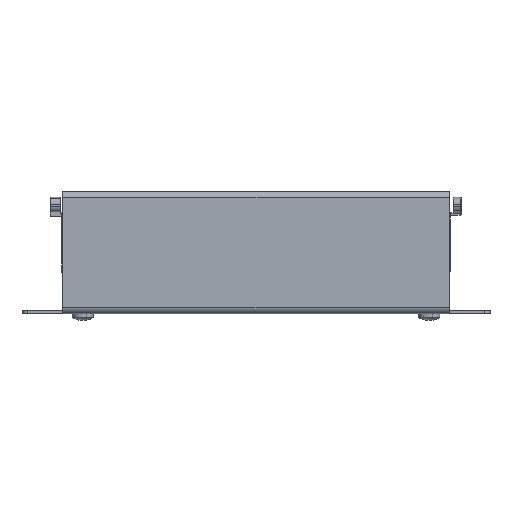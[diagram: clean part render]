
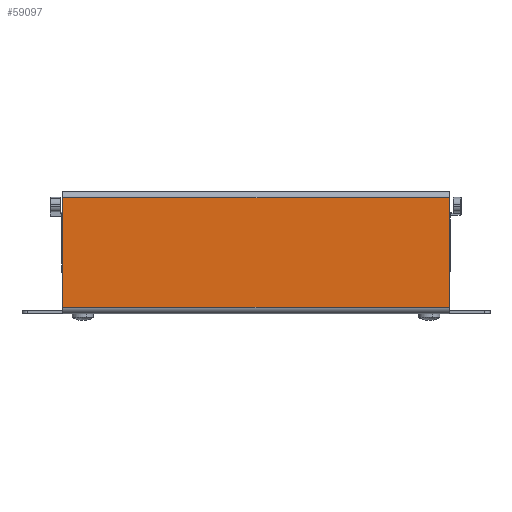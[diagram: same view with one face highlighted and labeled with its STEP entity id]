
A CAD part, top view. The second image highlights one B-rep face of the part: STEP entity #59097.
In plain terms, the highlighted planar face has unit normal (0, 0, 1).
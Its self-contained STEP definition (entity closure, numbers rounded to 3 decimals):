
#1075 = CARTESIAN_POINT ( 'NONE',  ( -71.2, -1.2, 31.7 ) ) ;
#1561 = EDGE_CURVE ( 'NONE', #131248, #64785, #108149, .T. ) ;
#2742 = ORIENTED_EDGE ( 'NONE', *, *, #1561, .T. ) ;
#14437 = DIRECTION ( 'NONE',  ( 0., -1., 0. ) ) ;
#18713 = EDGE_CURVE ( 'NONE', #131248, #60136, #138637, .T. ) ;
#21779 = VECTOR ( 'NONE', #138477, 1000. ) ;
#25773 = DIRECTION ( 'NONE',  ( -1., 0., 0. ) ) ;
#26366 = DIRECTION ( 'NONE',  ( 0., -1., 0. ) ) ;
#46677 = CARTESIAN_POINT ( 'NONE',  ( -71.2, -42.6, 31.7 ) ) ;
#47822 = AXIS2_PLACEMENT_3D ( 'NONE', #71996, #106664, #26366 ) ;
#49012 = PLANE ( 'NONE',  #47822 ) ;
#49674 = CARTESIAN_POINT ( 'NONE',  ( 71.2, -45., 31.7 ) ) ;
#51197 = VECTOR ( 'NONE', #70235, 1000. ) ;
#54503 = VERTEX_POINT ( 'NONE', #138431 ) ;
#57186 = CARTESIAN_POINT ( 'NONE',  ( 71.2, -42.6, 31.7 ) ) ;
#59097 = ADVANCED_FACE ( 'NONE', ( #146549 ), #49012, .T. ) ;
#59263 = ORIENTED_EDGE ( 'NONE', *, *, #73236, .F. ) ;
#59414 = VECTOR ( 'NONE', #14437, 1000. ) ;
#60136 = VERTEX_POINT ( 'NONE', #57186 ) ;
#64785 = VERTEX_POINT ( 'NONE', #120513 ) ;
#68386 = LINE ( 'NONE', #46677, #21779 ) ;
#70235 = DIRECTION ( 'NONE',  ( 0., 1., 0. ) ) ;
#71996 = CARTESIAN_POINT ( 'NONE',  ( -71.2, -1.2, 31.7 ) ) ;
#73236 = EDGE_CURVE ( 'NONE', #54503, #64785, #81667, .T. ) ;
#75508 = CARTESIAN_POINT ( 'NONE',  ( 71.2, -2.4, 31.7 ) ) ;
#81667 = LINE ( 'NONE', #1075, #51197 ) ;
#83512 = CARTESIAN_POINT ( 'NONE',  ( -71.2, -2.4, 31.7 ) ) ;
#91396 = EDGE_CURVE ( 'NONE', #54503, #60136, #68386, .T. ) ;
#106664 = DIRECTION ( 'NONE',  ( 0., 0., 1. ) ) ;
#108149 = LINE ( 'NONE', #83512, #118978 ) ;
#108514 = EDGE_LOOP ( 'NONE', ( #59263, #117624, #133852, #2742 ) ) ;
#117624 = ORIENTED_EDGE ( 'NONE', *, *, #91396, .T. ) ;
#118978 = VECTOR ( 'NONE', #25773, 1000. ) ;
#120513 = CARTESIAN_POINT ( 'NONE',  ( -71.2, -2.4, 31.7 ) ) ;
#131248 = VERTEX_POINT ( 'NONE', #75508 ) ;
#133852 = ORIENTED_EDGE ( 'NONE', *, *, #18713, .F. ) ;
#138431 = CARTESIAN_POINT ( 'NONE',  ( -71.2, -42.6, 31.7 ) ) ;
#138477 = DIRECTION ( 'NONE',  ( 1., 0., 0. ) ) ;
#138637 = LINE ( 'NONE', #49674, #59414 ) ;
#146549 = FACE_OUTER_BOUND ( 'NONE', #108514, .T. ) ;
